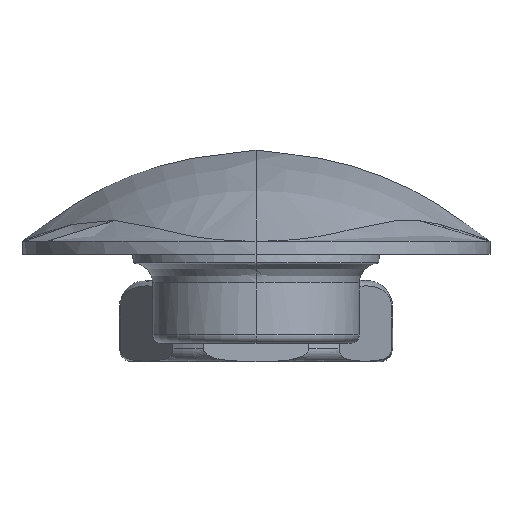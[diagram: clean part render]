
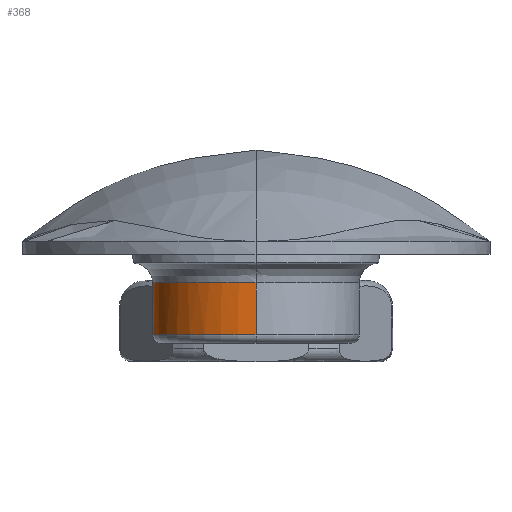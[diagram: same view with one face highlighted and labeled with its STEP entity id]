
A CAD part, left-side view. The second image highlights one B-rep face of the part: STEP entity #368.
In plain terms, the highlighted cylindrical face has radius 2.997 mm (diameter 5.994 mm), a partial arc.
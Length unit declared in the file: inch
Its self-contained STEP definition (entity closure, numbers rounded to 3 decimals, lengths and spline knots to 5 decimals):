
#12 = CARTESIAN_POINT ( 'NONE',  ( -0.35311, 0.05943, -0.03275 ) ) ;
#28 = CARTESIAN_POINT ( 'NONE',  ( -0.132, 0.01545, -0.03275 ) ) ;
#261 = ORIENTED_EDGE ( 'NONE', *, *, #2263, .F. ) ;
#299 = ORIENTED_EDGE ( 'NONE', *, *, #2797, .T. ) ;
#337 = CARTESIAN_POINT ( 'NONE',  ( -0.32252, 0.09436, -0.03275 ) ) ;
#368 = ADVANCED_FACE ( 'NONE', ( #1605 ), #3211, .T. ) ;
#520 = VERTEX_POINT ( 'NONE', #1879 ) ;
#626 = DIRECTION ( 'NONE',  ( 0., 0., 1. ) ) ;
#659 = CARTESIAN_POINT ( 'NONE',  ( -0.28089, 0.11493, -0.03275 ) ) ;
#816 = DIRECTION ( 'NONE',  ( 0., 0., 1. ) ) ;
#868 = CARTESIAN_POINT ( 'NONE',  ( -0.368, 0., -0.092 ) ) ;
#877 = ORIENTED_EDGE ( 'NONE', *, *, #3560, .T. ) ;
#924 = CARTESIAN_POINT ( 'NONE',  ( -0.132, 0., -0.102 ) ) ;
#990 = CARTESIAN_POINT ( 'NONE',  ( -0.23455, 0.118, -0.03275 ) ) ;
#1065 = AXIS2_PLACEMENT_3D ( 'NONE', #2573, #626, #2898 ) ;
#1131 = AXIS2_PLACEMENT_3D ( 'NONE', #2243, #2190, #2204 ) ;
#1170 = VERTEX_POINT ( 'NONE', #868 ) ;
#1239 = EDGE_LOOP ( 'NONE', ( #1269, #877, #299, #261 ) ) ;
#1269 = ORIENTED_EDGE ( 'NONE', *, *, #3279, .T. ) ;
#1316 = CARTESIAN_POINT ( 'NONE',  ( -0.19057, 0.10311, -0.03275 ) ) ;
#1419 = CIRCLE ( 'NONE', #1065, 0.118 ) ;
#1605 = FACE_OUTER_BOUND ( 'NONE', #1239, .T. ) ;
#1611 = LINE ( 'NONE', #924, #4072 ) ;
#1649 = CARTESIAN_POINT ( 'NONE',  ( -0.15564, 0.07252, -0.03275 ) ) ;
#1669 = LINE ( 'NONE', #2758, #4129 ) ;
#1879 = CARTESIAN_POINT ( 'NONE',  ( -0.132, 0., -0.092 ) ) ;
#1891 = DIRECTION ( 'NONE',  ( 0., 0., 1. ) ) ;
#1961 = CARTESIAN_POINT ( 'NONE',  ( -0.36493, 0.03089, -0.03275 ) ) ;
#1976 = CARTESIAN_POINT ( 'NONE',  ( -0.13507, 0.03089, -0.03275 ) ) ;
#2190 = DIRECTION ( 'NONE',  ( 0., 0., 1. ) ) ;
#2204 = DIRECTION ( 'NONE',  ( 1., 0., 0. ) ) ;
#2243 = CARTESIAN_POINT ( 'NONE',  ( -0.25, 0., -0.102 ) ) ;
#2263 = EDGE_CURVE ( 'NONE', #520, #3475, #1611, .T. ) ;
#2279 = CARTESIAN_POINT ( 'NONE',  ( -0.34436, 0.07252, -0.03275 ) ) ;
#2291 = CARTESIAN_POINT ( 'NONE',  ( -0.132, 0., -0.03275 ) ) ;
#2474 = CARTESIAN_POINT ( 'NONE',  ( -0.368, 0., -0.03275 ) ) ;
#2568 = VERTEX_POINT ( 'NONE', #3267 ) ;
#2573 = CARTESIAN_POINT ( 'NONE',  ( -0.25, 0., -0.092 ) ) ;
#2607 = CARTESIAN_POINT ( 'NONE',  ( -0.30943, 0.10311, -0.03275 ) ) ;
#2758 = CARTESIAN_POINT ( 'NONE',  ( -0.368, 0., -0.102 ) ) ;
#2797 = EDGE_CURVE ( 'NONE', #2568, #3475, #2829, .T. ) ;
#2829 = B_SPLINE_CURVE_WITH_KNOTS ( 'NONE', 3,
 ( #2474, #4045, #1961, #12, #2279, #337, #2607, #659, #2928, #990, #3242, #1316, #3576, #1649, #3885, #1976, #28, #2291 ),
 .UNSPECIFIED., .F., .F.,
 ( 4, 2, 2, 2, 2, 2, 2, 2, 4 ),
 ( 0., 0.0625, 0.125, 0.1875, 0.25, 0.3125, 0.375, 0.4375, 0.5 ),
 .UNSPECIFIED. ) ;
#2898 = DIRECTION ( 'NONE',  ( -1., 0., 0. ) ) ;
#2928 = CARTESIAN_POINT ( 'NONE',  ( -0.26545, 0.118, -0.03275 ) ) ;
#3211 = CYLINDRICAL_SURFACE ( 'NONE', #1131, 0.118 ) ;
#3242 = CARTESIAN_POINT ( 'NONE',  ( -0.21911, 0.11493, -0.03275 ) ) ;
#3267 = CARTESIAN_POINT ( 'NONE',  ( -0.368, 0., -0.03275 ) ) ;
#3279 = EDGE_CURVE ( 'NONE', #520, #1170, #1419, .T. ) ;
#3475 = VERTEX_POINT ( 'NONE', #3942 ) ;
#3560 = EDGE_CURVE ( 'NONE', #1170, #2568, #1669, .T. ) ;
#3576 = CARTESIAN_POINT ( 'NONE',  ( -0.17748, 0.09436, -0.03275 ) ) ;
#3885 = CARTESIAN_POINT ( 'NONE',  ( -0.14689, 0.05943, -0.03275 ) ) ;
#3942 = CARTESIAN_POINT ( 'NONE',  ( -0.132, 0., -0.03275 ) ) ;
#4045 = CARTESIAN_POINT ( 'NONE',  ( -0.368, 0.01545, -0.03275 ) ) ;
#4072 = VECTOR ( 'NONE', #1891, 39.37008 ) ;
#4129 = VECTOR ( 'NONE', #816, 39.37008 ) ;
